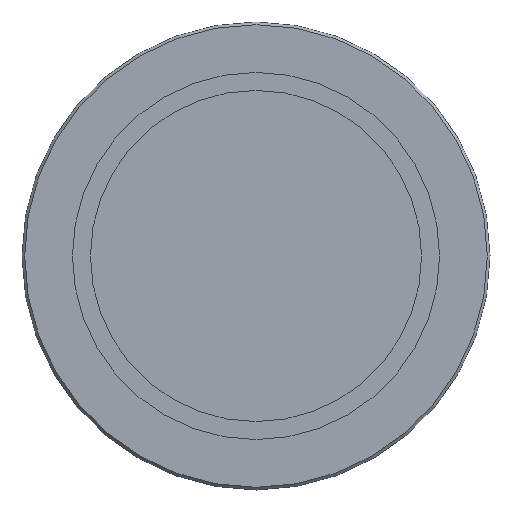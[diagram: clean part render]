
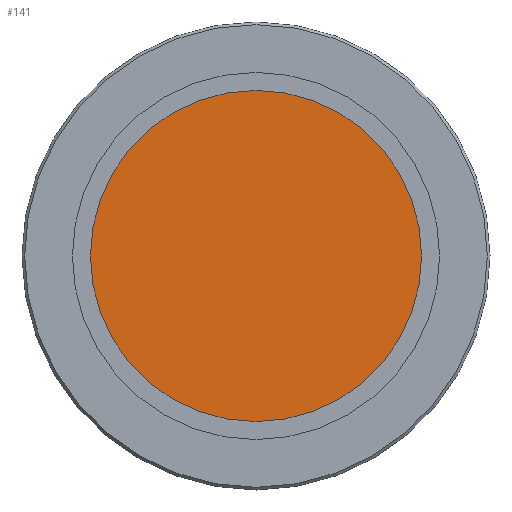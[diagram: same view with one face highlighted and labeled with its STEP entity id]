
A CAD part, left-side view. The second image highlights one B-rep face of the part: STEP entity #141.
In plain terms, the highlighted planar face has unit normal (-1, 0, 0).
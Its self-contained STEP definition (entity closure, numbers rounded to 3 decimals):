
#26 = PLANE ( 'NONE',  #153 ) ;
#43 = EDGE_LOOP ( 'NONE', ( #237 ) ) ;
#50 = VERTEX_POINT ( 'NONE', #404 ) ;
#57 = CIRCLE ( 'NONE', #320, 46. ) ;
#88 = DIRECTION ( 'NONE',  ( 1., 0., 0. ) ) ;
#141 = ADVANCED_FACE ( 'NONE', ( #389 ), #26, .F. ) ;
#153 = AXIS2_PLACEMENT_3D ( 'NONE', #272, #336, #269 ) ;
#177 = EDGE_CURVE ( 'NONE', #50, #50, #57, .T. ) ;
#185 = CARTESIAN_POINT ( 'NONE',  ( 0., 0., 0. ) ) ;
#237 = ORIENTED_EDGE ( 'NONE', *, *, #177, .F. ) ;
#269 = DIRECTION ( 'NONE',  ( 0., 0., -1. ) ) ;
#272 = CARTESIAN_POINT ( 'NONE',  ( 0., 0., 0. ) ) ;
#301 = DIRECTION ( 'NONE',  ( 0., 0., 1. ) ) ;
#320 = AXIS2_PLACEMENT_3D ( 'NONE', #185, #88, #301 ) ;
#336 = DIRECTION ( 'NONE',  ( 1., 0., 0. ) ) ;
#389 = FACE_OUTER_BOUND ( 'NONE', #43, .T. ) ;
#404 = CARTESIAN_POINT ( 'NONE',  ( 0., 0., 46. ) ) ;
